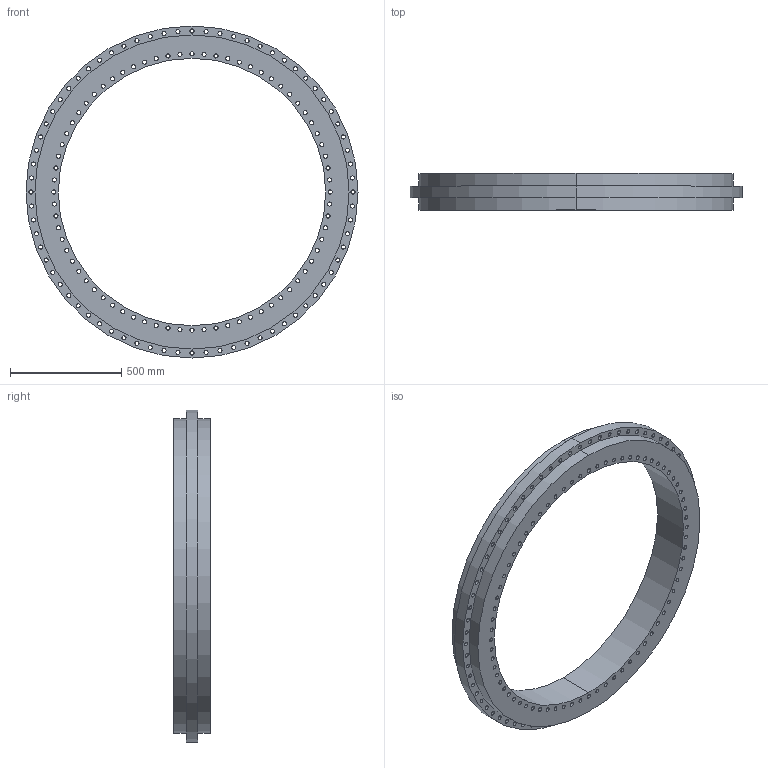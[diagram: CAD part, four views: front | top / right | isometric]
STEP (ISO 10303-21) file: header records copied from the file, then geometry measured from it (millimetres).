
FILE_DESCRIPTION (( 'STEP AP214' ), '1' );
FILE_NAME ('YRT1200.STEP', '2015-03-04T06:13:18', ( 'User' ), ( 'china' ), 'SwSTEP 2.0', 'SolidWorks 2010', '' );
FILE_SCHEMA (( 'AUTOMOTIVE_DESIGN' ));
Length unit declared in the file: millimetre
Products named in the file (1): YRT1200
Bounding box: 1490 x 164 x 1490 mm (x, y, z)
Volume: 75571967.9 mm3; surface area: 3438473.2 mm2
Topology: 1 solids, 1 shells, 516 faces, 1320 edges, 880 vertices
Faces by surface type: cylinder 440, plane 76
Entity records: 16778 total; most frequent: DIRECTION 3234, CARTESIAN_POINT 2717, ORIENTED_EDGE 2640, AXIS2_PLACEMENT_3D 1397, EDGE_CURVE 1320, EDGE_LOOP 880, VERTEX_POINT 880, CIRCLE 880
